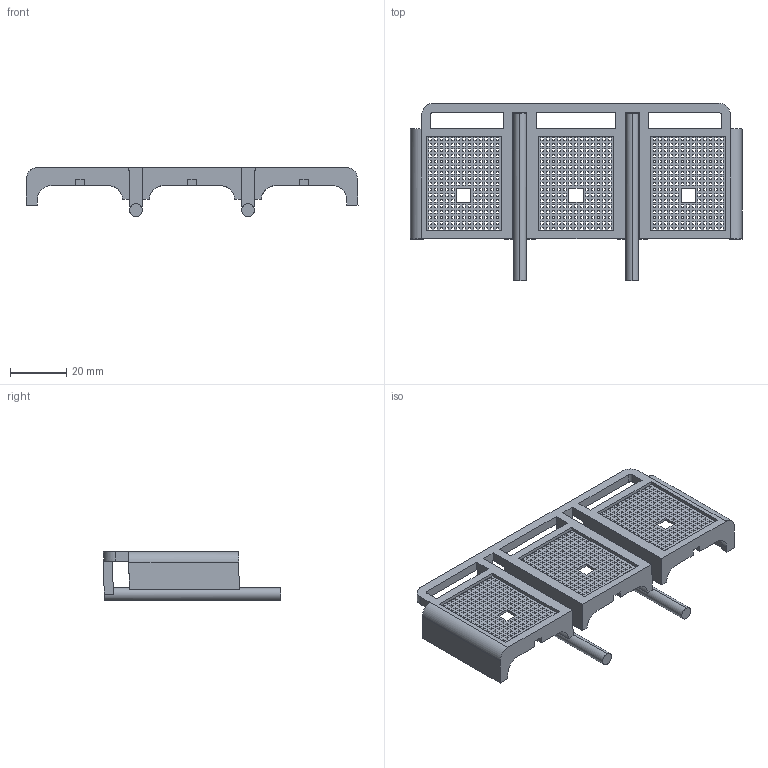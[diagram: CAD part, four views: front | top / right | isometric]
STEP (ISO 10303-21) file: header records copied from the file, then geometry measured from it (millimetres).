
FILE_DESCRIPTION (( 'STEP AP214' ), '1' );
FILE_NAME ('STP-AGY-008-V01 (AGY2 Finger).STEP', '2019-12-04T23:05:57', ( '' ), ( '' ), 'SwSTEP 2.0', 'SolidWorks 2017', '' );
FILE_SCHEMA (( 'AUTOMOTIVE_DESIGN' ));
Length unit declared in the file: inch
Products named in the file (1): STP-AGY-008-V01 (AGY2 Finger)
Bounding box: 118.47 x 63.23 x 17.4 mm (x, y, z)
Volume: 18485.7 mm3; surface area: 21108.4 mm2
Topology: 1 solids, 1 shells, 2676 faces, 8024 edges, 5350 vertices
Faces by surface type: plane 2656, cylinder 20
Entity records: 91228 total; most frequent: CARTESIAN_POINT 16515, ORIENTED_EDGE 16048, DIRECTION 13330, EDGE_CURVE 8024, VECTOR 7968, LINE 7968, VERTEX_POINT 5350, EDGE_LOOP 3960
